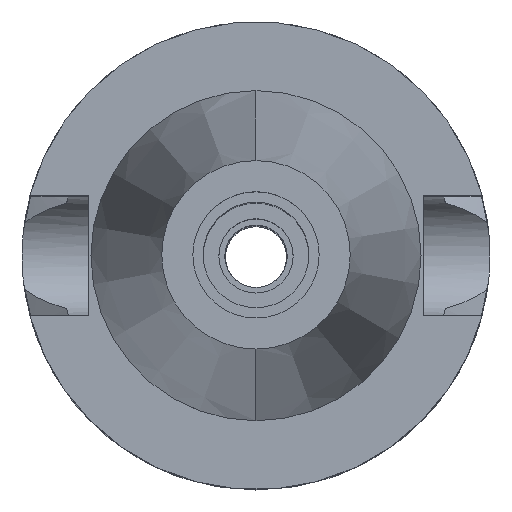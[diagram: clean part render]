
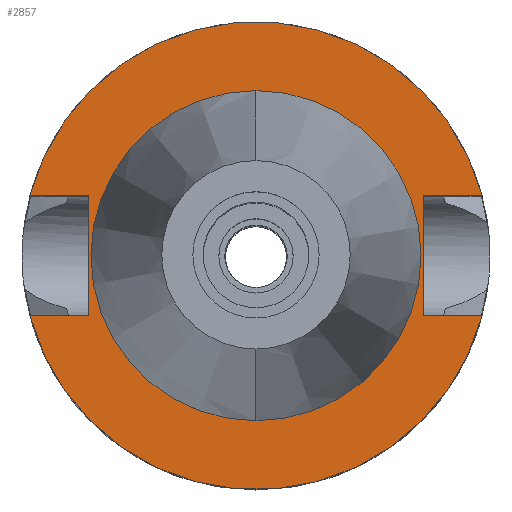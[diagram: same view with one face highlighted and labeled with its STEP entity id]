
A CAD part, top view. The second image highlights one B-rep face of the part: STEP entity #2857.
In plain terms, the highlighted planar face has unit normal (0, 0, 1).
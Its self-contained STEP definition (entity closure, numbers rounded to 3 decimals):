
#4 = CARTESIAN_POINT ( 'NONE',  ( 0., 0., -1. ) ) ;
#8 = VERTEX_POINT ( 'NONE', #2452 ) ;
#24 = LINE ( 'NONE', #1849, #892 ) ;
#37 = VECTOR ( 'NONE', #1583, 1000. ) ;
#47 = ORIENTED_EDGE ( 'NONE', *, *, #2927, .F. ) ;
#165 = CARTESIAN_POINT ( 'NONE',  ( 0., 0., -1. ) ) ;
#167 = EDGE_CURVE ( 'NONE', #2010, #1442, #952, .T. ) ;
#171 = LINE ( 'NONE', #1341, #37 ) ;
#172 = VERTEX_POINT ( 'NONE', #2588 ) ;
#206 = EDGE_CURVE ( 'NONE', #2782, #1709, #2728, .T. ) ;
#294 = VERTEX_POINT ( 'NONE', #1203 ) ;
#303 = CARTESIAN_POINT ( 'NONE',  ( 0., 0., -1. ) ) ;
#409 = DIRECTION ( 'NONE',  ( 0., -1., 0. ) ) ;
#438 = ORIENTED_EDGE ( 'NONE', *, *, #167, .F. ) ;
#441 = ORIENTED_EDGE ( 'NONE', *, *, #2890, .F. ) ;
#453 = EDGE_CURVE ( 'NONE', #294, #2904, #1275, .T. ) ;
#472 = VECTOR ( 'NONE', #2517, 1000. ) ;
#489 = CARTESIAN_POINT ( 'NONE',  ( 22.5, -8.05, -1. ) ) ;
#536 = AXIS2_PLACEMENT_3D ( 'NONE', #303, #2554, #2569 ) ;
#620 = EDGE_CURVE ( 'NONE', #172, #2744, #2631, .T. ) ;
#660 = FACE_OUTER_BOUND ( 'NONE', #983, .T. ) ;
#698 = DIRECTION ( 'NONE',  ( 0., 0., -1. ) ) ;
#748 = ORIENTED_EDGE ( 'NONE', *, *, #1819, .T. ) ;
#768 = ORIENTED_EDGE ( 'NONE', *, *, #2742, .F. ) ;
#822 = CARTESIAN_POINT ( 'NONE',  ( 30.454, 8.05, -1. ) ) ;
#828 = ORIENTED_EDGE ( 'NONE', *, *, #1416, .T. ) ;
#858 = CARTESIAN_POINT ( 'NONE',  ( -22.5, -8.05, -1. ) ) ;
#884 = DIRECTION ( 'NONE',  ( 1., 0., 0. ) ) ;
#892 = VECTOR ( 'NONE', #2791, 1000. ) ;
#913 = DIRECTION ( 'NONE',  ( 0., 1., 0. ) ) ;
#926 = CARTESIAN_POINT ( 'NONE',  ( 22.5, -8.05, -1. ) ) ;
#945 = DIRECTION ( 'NONE',  ( -1., 0., 0. ) ) ;
#952 = CIRCLE ( 'NONE', #2972, 22.225 ) ;
#983 = EDGE_LOOP ( 'NONE', ( #748, #1331, #47, #2209, #828, #1613, #441, #1728 ) ) ;
#991 = DIRECTION ( 'NONE',  ( 0., 1., 0. ) ) ;
#1020 = CARTESIAN_POINT ( 'NONE',  ( 0., 0., -1. ) ) ;
#1124 = VECTOR ( 'NONE', #945, 1000. ) ;
#1203 = CARTESIAN_POINT ( 'NONE',  ( 22.5, 8.05, -1. ) ) ;
#1251 = DIRECTION ( 'NONE',  ( 0., 0., 1. ) ) ;
#1275 = LINE ( 'NONE', #2196, #1290 ) ;
#1290 = VECTOR ( 'NONE', #409, 1000. ) ;
#1297 = CARTESIAN_POINT ( 'NONE',  ( 30.454, -8.05, -1. ) ) ;
#1331 = ORIENTED_EDGE ( 'NONE', *, *, #206, .F. ) ;
#1341 = CARTESIAN_POINT ( 'NONE',  ( 22.5, 8.05, -1. ) ) ;
#1352 = DIRECTION ( 'NONE',  ( 0., 0., -1. ) ) ;
#1353 = PLANE ( 'NONE',  #2713 ) ;
#1416 = EDGE_CURVE ( 'NONE', #294, #2744, #171, .T. ) ;
#1432 = LINE ( 'NONE', #1652, #472 ) ;
#1442 = VERTEX_POINT ( 'NONE', #2273 ) ;
#1501 = DIRECTION ( 'NONE',  ( 0., 0., 1. ) ) ;
#1583 = DIRECTION ( 'NONE',  ( 1., 0., 0. ) ) ;
#1592 = FACE_BOUND ( 'NONE', #2559, .T. ) ;
#1613 = ORIENTED_EDGE ( 'NONE', *, *, #620, .F. ) ;
#1652 = CARTESIAN_POINT ( 'NONE',  ( -22.5, -8.05, -1. ) ) ;
#1709 = VERTEX_POINT ( 'NONE', #2136 ) ;
#1728 = ORIENTED_EDGE ( 'NONE', *, *, #1763, .F. ) ;
#1763 = EDGE_CURVE ( 'NONE', #2675, #8, #24, .T. ) ;
#1818 = LINE ( 'NONE', #926, #2816 ) ;
#1819 = EDGE_CURVE ( 'NONE', #2675, #1709, #1432, .T. ) ;
#1831 = CARTESIAN_POINT ( 'NONE',  ( 0., 0., -1. ) ) ;
#1849 = CARTESIAN_POINT ( 'NONE',  ( -22.5, -8.05, -1. ) ) ;
#1995 = DIRECTION ( 'NONE',  ( 0., -1., 0. ) ) ;
#2008 = AXIS2_PLACEMENT_3D ( 'NONE', #4, #1352, #913 ) ;
#2010 = VERTEX_POINT ( 'NONE', #2156 ) ;
#2039 = DIRECTION ( 'NONE',  ( 0., -1., 0. ) ) ;
#2136 = CARTESIAN_POINT ( 'NONE',  ( -30.454, -8.05, -1. ) ) ;
#2156 = CARTESIAN_POINT ( 'NONE',  ( 0., 22.225, -1. ) ) ;
#2196 = CARTESIAN_POINT ( 'NONE',  ( 22.5, 8.05, -1. ) ) ;
#2209 = ORIENTED_EDGE ( 'NONE', *, *, #453, .F. ) ;
#2270 = LINE ( 'NONE', #2296, #1124 ) ;
#2273 = CARTESIAN_POINT ( 'NONE',  ( 0., -22.225, -1. ) ) ;
#2296 = CARTESIAN_POINT ( 'NONE',  ( -22.5, 8.05, -1. ) ) ;
#2374 = CIRCLE ( 'NONE', #2470, 22.225 ) ;
#2452 = CARTESIAN_POINT ( 'NONE',  ( -22.5, 8.05, -1. ) ) ;
#2470 = AXIS2_PLACEMENT_3D ( 'NONE', #165, #1501, #1995 ) ;
#2517 = DIRECTION ( 'NONE',  ( -1., 0., 0. ) ) ;
#2554 = DIRECTION ( 'NONE',  ( 0., 0., -1. ) ) ;
#2559 = EDGE_LOOP ( 'NONE', ( #438, #768 ) ) ;
#2569 = DIRECTION ( 'NONE',  ( 0., -1., 0. ) ) ;
#2588 = CARTESIAN_POINT ( 'NONE',  ( -30.454, 8.05, -1. ) ) ;
#2631 = CIRCLE ( 'NONE', #2008, 31.5 ) ;
#2675 = VERTEX_POINT ( 'NONE', #858 ) ;
#2713 = AXIS2_PLACEMENT_3D ( 'NONE', #1831, #698, #2039 ) ;
#2728 = CIRCLE ( 'NONE', #536, 31.5 ) ;
#2742 = EDGE_CURVE ( 'NONE', #1442, #2010, #2374, .T. ) ;
#2744 = VERTEX_POINT ( 'NONE', #822 ) ;
#2782 = VERTEX_POINT ( 'NONE', #1297 ) ;
#2791 = DIRECTION ( 'NONE',  ( 0., 1., 0. ) ) ;
#2816 = VECTOR ( 'NONE', #884, 1000. ) ;
#2857 = ADVANCED_FACE ( 'NONE', ( #660, #1592 ), #1353, .F. ) ;
#2890 = EDGE_CURVE ( 'NONE', #8, #172, #2270, .T. ) ;
#2904 = VERTEX_POINT ( 'NONE', #489 ) ;
#2927 = EDGE_CURVE ( 'NONE', #2904, #2782, #1818, .T. ) ;
#2972 = AXIS2_PLACEMENT_3D ( 'NONE', #1020, #1251, #991 ) ;
